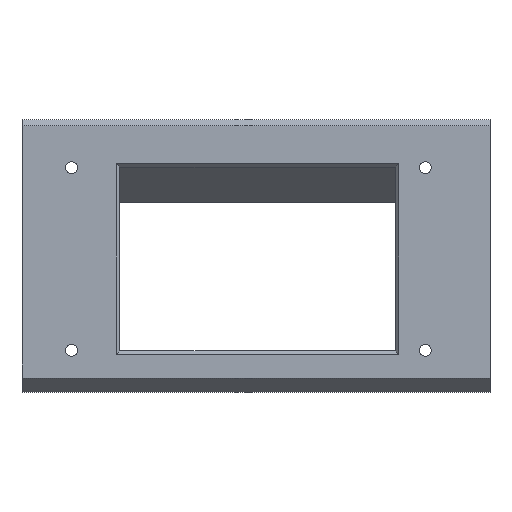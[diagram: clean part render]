
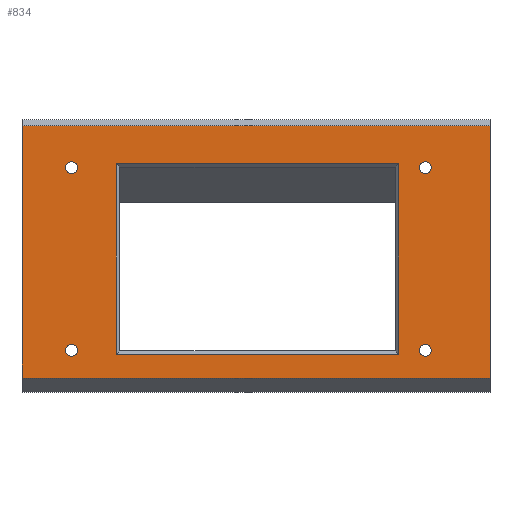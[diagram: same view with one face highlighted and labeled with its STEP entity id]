
A CAD part, top view. The second image highlights one B-rep face of the part: STEP entity #834.
In plain terms, the highlighted planar face has unit normal (0, 0, 1).
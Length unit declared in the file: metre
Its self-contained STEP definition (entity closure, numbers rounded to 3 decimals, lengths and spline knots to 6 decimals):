
#34=CIRCLE('',#913,0.0016);
#35=CIRCLE('',#914,0.0016);
#36=CIRCLE('',#915,0.0016);
#37=CIRCLE('',#916,0.0016);
#129=ORIENTED_EDGE('',*,*,#323,.F.);
#130=ORIENTED_EDGE('',*,*,#324,.F.);
#131=ORIENTED_EDGE('',*,*,#325,.F.);
#132=ORIENTED_EDGE('',*,*,#326,.F.);
#133=ORIENTED_EDGE('',*,*,#327,.T.);
#134=ORIENTED_EDGE('',*,*,#328,.T.);
#135=ORIENTED_EDGE('',*,*,#329,.T.);
#136=ORIENTED_EDGE('',*,*,#330,.T.);
#137=ORIENTED_EDGE('',*,*,#331,.F.);
#138=ORIENTED_EDGE('',*,*,#319,.T.);
#139=ORIENTED_EDGE('',*,*,#322,.F.);
#140=ORIENTED_EDGE('',*,*,#332,.F.);
#319=EDGE_CURVE('',#417,#416,#491,.T.);
#322=EDGE_CURVE('',#418,#416,#494,.T.);
#323=EDGE_CURVE('',#419,#419,#34,.T.);
#324=EDGE_CURVE('',#420,#420,#35,.T.);
#325=EDGE_CURVE('',#421,#421,#36,.T.);
#326=EDGE_CURVE('',#422,#422,#37,.T.);
#327=EDGE_CURVE('',#423,#424,#495,.T.);
#328=EDGE_CURVE('',#424,#425,#496,.T.);
#329=EDGE_CURVE('',#425,#426,#497,.T.);
#330=EDGE_CURVE('',#426,#423,#498,.T.);
#331=EDGE_CURVE('',#417,#427,#499,.T.);
#332=EDGE_CURVE('',#427,#418,#500,.T.);
#416=VERTEX_POINT('',#1320);
#417=VERTEX_POINT('',#1322);
#418=VERTEX_POINT('',#1326);
#419=VERTEX_POINT('',#1330);
#420=VERTEX_POINT('',#1332);
#421=VERTEX_POINT('',#1334);
#422=VERTEX_POINT('',#1336);
#423=VERTEX_POINT('',#1338);
#424=VERTEX_POINT('',#1339);
#425=VERTEX_POINT('',#1341);
#426=VERTEX_POINT('',#1343);
#427=VERTEX_POINT('',#1346);
#491=LINE('',#1321,#567);
#494=LINE('',#1327,#570);
#495=LINE('',#1337,#571);
#496=LINE('',#1340,#572);
#497=LINE('',#1342,#573);
#498=LINE('',#1344,#574);
#499=LINE('',#1345,#575);
#500=LINE('',#1347,#576);
#567=VECTOR('',#1057,1.);
#570=VECTOR('',#1062,1.);
#571=VECTOR('',#1073,1.);
#572=VECTOR('',#1074,1.);
#573=VECTOR('',#1075,1.);
#574=VECTOR('',#1076,1.);
#575=VECTOR('',#1077,1.);
#576=VECTOR('',#1078,1.);
#628=EDGE_LOOP('',(#129));
#629=EDGE_LOOP('',(#130));
#630=EDGE_LOOP('',(#131));
#631=EDGE_LOOP('',(#132));
#632=EDGE_LOOP('',(#133,#134,#135,#136));
#633=EDGE_LOOP('',(#137,#138,#139,#140));
#718=FACE_BOUND('',#628,.T.);
#719=FACE_BOUND('',#629,.T.);
#720=FACE_BOUND('',#630,.T.);
#721=FACE_BOUND('',#631,.T.);
#722=FACE_BOUND('',#632,.T.);
#723=FACE_BOUND('',#633,.T.);
#795=PLANE('',#912);
#834=ADVANCED_FACE('',(#718,#719,#720,#721,#722,#723),#795,.T.);
#912=AXIS2_PLACEMENT_3D('',#1328,#1063,#1064);
#913=AXIS2_PLACEMENT_3D('',#1329,#1065,#1066);
#914=AXIS2_PLACEMENT_3D('',#1331,#1067,#1068);
#915=AXIS2_PLACEMENT_3D('',#1333,#1069,#1070);
#916=AXIS2_PLACEMENT_3D('',#1335,#1071,#1072);
#1057=DIRECTION('',(0.,-1.,0.));
#1062=DIRECTION('',(-1.,0.,0.));
#1063=DIRECTION('',(0.,0.,1.));
#1064=DIRECTION('',(1.,0.,0.));
#1065=DIRECTION('',(0.,0.,1.));
#1066=DIRECTION('',(1.,0.,0.));
#1067=DIRECTION('',(0.,0.,1.));
#1068=DIRECTION('',(1.,0.,0.));
#1069=DIRECTION('',(0.,0.,1.));
#1070=DIRECTION('',(1.,0.,0.));
#1071=DIRECTION('',(0.,0.,1.));
#1072=DIRECTION('',(1.,0.,0.));
#1073=DIRECTION('',(0.,-1.,0.));
#1074=DIRECTION('',(-1.,0.,0.));
#1075=DIRECTION('',(0.,1.,0.));
#1076=DIRECTION('',(1.,0.,0.));
#1077=DIRECTION('',(1.,0.,0.));
#1078=DIRECTION('',(0.,-1.,0.));
#1320=CARTESIAN_POINT('',(-0.06025,-0.031659,0.0066));
#1321=CARTESIAN_POINT('',(-0.06025,0.,0.0066));
#1322=CARTESIAN_POINT('',(-0.06025,0.03547,0.0066));
#1326=CARTESIAN_POINT('',(0.06425,-0.031659,0.0066));
#1327=CARTESIAN_POINT('',(-0.05525,-0.031659,0.0066));
#1328=CARTESIAN_POINT('',(0.,0.,0.0066));
#1329=CARTESIAN_POINT('',(0.04705,-0.02427,0.0066));
#1330=CARTESIAN_POINT('',(0.04865,-0.02427,0.0066));
#1331=CARTESIAN_POINT('',(0.04705,0.02427,0.0066));
#1332=CARTESIAN_POINT('',(0.04865,0.02427,0.0066));
#1333=CARTESIAN_POINT('',(-0.04705,0.02427,0.0066));
#1334=CARTESIAN_POINT('',(-0.04545,0.02427,0.0066));
#1335=CARTESIAN_POINT('',(-0.04705,-0.02427,0.0066));
#1336=CARTESIAN_POINT('',(-0.04545,-0.02427,0.0066));
#1337=CARTESIAN_POINT('',(0.04004,0.,0.0066));
#1338=CARTESIAN_POINT('',(0.04004,0.02537,0.0066));
#1339=CARTESIAN_POINT('',(0.04004,-0.02537,0.0066));
#1340=CARTESIAN_POINT('',(0.,-0.02537,0.0066));
#1341=CARTESIAN_POINT('',(-0.03514,-0.02537,0.0066));
#1342=CARTESIAN_POINT('',(-0.03514,0.,0.0066));
#1343=CARTESIAN_POINT('',(-0.03514,0.02537,0.0066));
#1344=CARTESIAN_POINT('',(0.,0.02537,0.0066));
#1345=CARTESIAN_POINT('',(0.,0.03547,0.0066));
#1346=CARTESIAN_POINT('',(0.06425,0.03547,0.0066));
#1347=CARTESIAN_POINT('',(0.06425,0.,0.0066));
